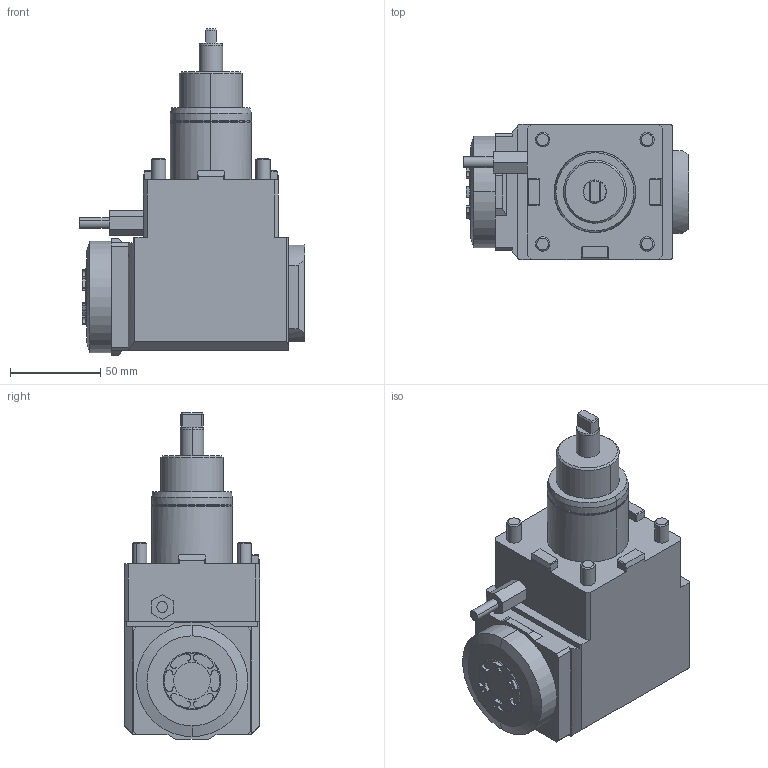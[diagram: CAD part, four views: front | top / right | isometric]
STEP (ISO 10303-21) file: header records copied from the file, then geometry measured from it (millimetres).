
FILE_DESCRIPTION(('HOOPS Exchange Step'),'2;1');
FILE_NAME('Modelcomposition.stp','2024-06-04T21:23:49+00:00',('toolarena-modelservice-ewspro'),('Unknown organisation'),'HOOPS Exchange 2021.2','HOOPS Exchange','Unknown authorisation');
FILE_SCHEMA( ('AP242_MANAGED_MODEL_BASED_3D_ENGINEERING_MIM_LF {1 0 10303 442 1 1 4 }') );
Length unit declared in the file: millimetre
Products named in the file (1): EWS_149882_DIN4003
Bounding box: 125 x 75 x 181.5 mm (x, y, z)
Volume: 786420.9 mm3; surface area: 60667.1 mm2
Topology: 1 solids, 1 shells, 217 faces, 549 edges, 348 vertices
Faces by surface type: plane 126, cylinder 65, cone 22, torus 4
Entity records: 6564 total; most frequent: DIRECTION 1181, CARTESIAN_POINT 1129, ORIENTED_EDGE 1098, EDGE_CURVE 549, AXIS2_PLACEMENT_3D 412, VECTOR 357, LINE 357, VERTEX_POINT 348
